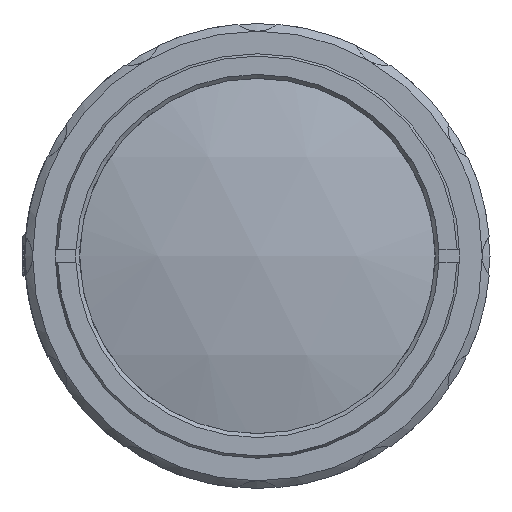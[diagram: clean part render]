
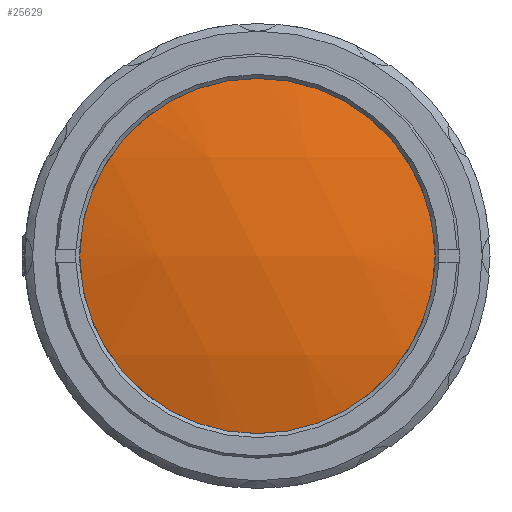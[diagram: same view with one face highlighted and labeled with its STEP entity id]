
A CAD part, left-side view. The second image highlights one B-rep face of the part: STEP entity #25629.
In plain terms, the highlighted spherical face has radius 45.7 mm.
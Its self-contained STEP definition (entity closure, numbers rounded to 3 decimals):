
#786=SPHERICAL_SURFACE('',#27643,45.7);
#3519=FACE_OUTER_BOUND('',#5152,.T.);
#5152=EDGE_LOOP('',(#18199,#18200));
#10484=CIRCLE('',#27644,12.7);
#10485=CIRCLE('',#27645,12.7);
#11251=VERTEX_POINT('',#35926);
#11252=VERTEX_POINT('',#35927);
#13968=EDGE_CURVE('',#11251,#11252,#10484,.T.);
#13969=EDGE_CURVE('',#11252,#11251,#10485,.T.);
#18199=ORIENTED_EDGE('',*,*,#13968,.T.);
#18200=ORIENTED_EDGE('',*,*,#13969,.T.);
#25629=ADVANCED_FACE('',(#3519),#786,.T.);
#27643=AXIS2_PLACEMENT_3D('',#35925,#29912,#29913);
#27644=AXIS2_PLACEMENT_3D('',#35928,#29914,#29915);
#27645=AXIS2_PLACEMENT_3D('',#35929,#29916,#29917);
#29912=DIRECTION('center_axis',(-1.,0.,0.));
#29913=DIRECTION('ref_axis',(0.,-1.,0.));
#29914=DIRECTION('center_axis',(0.,0.,1.));
#29915=DIRECTION('ref_axis',(0.814,-0.581,0.));
#29916=DIRECTION('center_axis',(0.,0.,1.));
#29917=DIRECTION('ref_axis',(0.814,-0.581,0.));
#35925=CARTESIAN_POINT('Origin',(0.,0.,7.325));
#35926=CARTESIAN_POINT('',(12.7,0.,51.225));
#35927=CARTESIAN_POINT('',(-12.7,0.,51.225));
#35928=CARTESIAN_POINT('Origin',(0.,0.,
51.225));
#35929=CARTESIAN_POINT('Origin',(0.,0.,
51.225));
